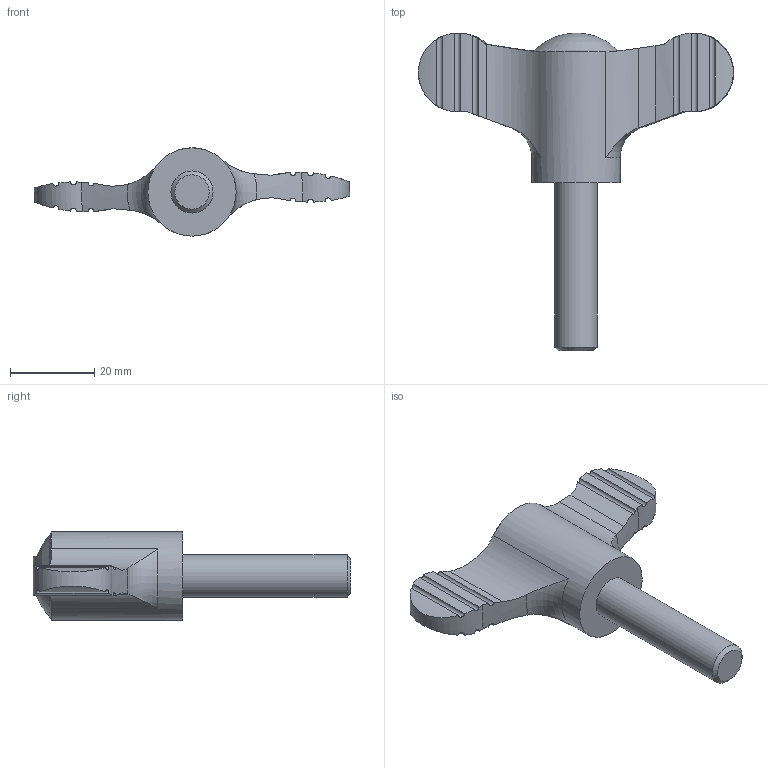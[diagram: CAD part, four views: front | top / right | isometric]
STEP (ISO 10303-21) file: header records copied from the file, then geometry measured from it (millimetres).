
FILE_DESCRIPTION( ( 'STEP AP214' ), '1' );
FILE_NAME( 'K0274.2105X40.stp', '2020-11-27T10:23:52', ( '' ), ( '' ), ' ', 'PARTsolutions', ' ' );
FILE_SCHEMA( ( 'AUTOMOTIVE_DESIGN { 1 0 10303 214 1 1 1 1 }' ) );
Length unit declared in the file: millimetre
Products named in the file (1): _K0274.2105X40
Bounding box: 74.99 x 75.6 x 21 mm (x, y, z)
Volume: 20870 mm3; surface area: 6569.9 mm2
Topology: 1 solids, 1 shells, 51 faces, 146 edges, 97 vertices
Faces by surface type: cylinder 34, torus 7, cone 5, plane 4, sphere 1
Full cylindrical faces by diameter (mm): 10 x1, 21 x1
Entity records: 2540 total; most frequent: CARTESIAN_POINT 973, ORIENTED_EDGE 274, DIRECTION 176, EDGE_CURVE 137, VERTEX_POINT 94, B_SPLINE_CURVE_WITH_KNOTS 84, AXIS2_PLACEMENT_3D 71, EDGE_LOOP 56
